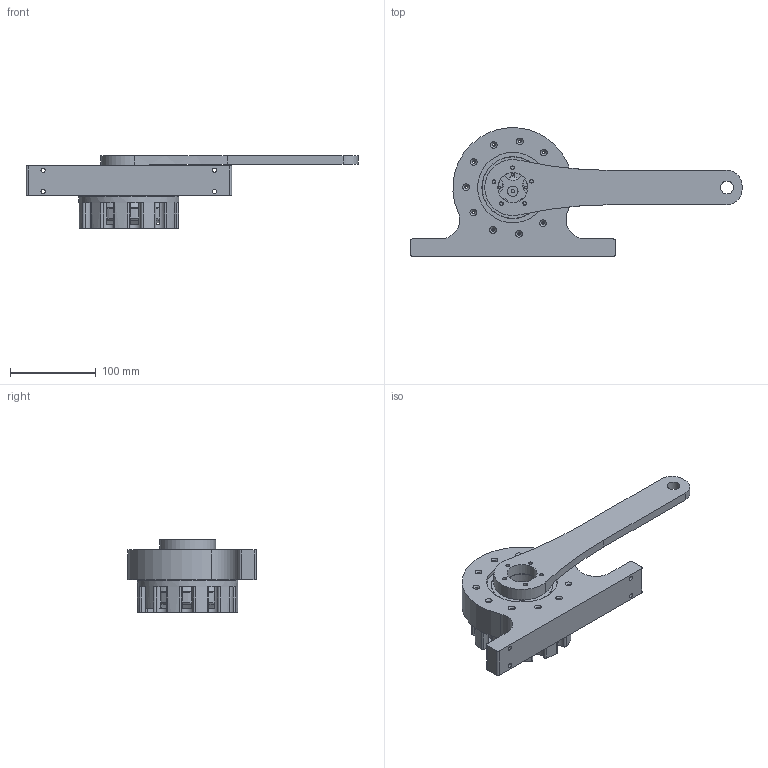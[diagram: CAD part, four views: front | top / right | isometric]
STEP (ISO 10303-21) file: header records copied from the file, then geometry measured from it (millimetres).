
FILE_DESCRIPTION(/* description */ (''),/* implementation_level */ '2;1');
FILE_NAME(/* name */ 'e210d59c-e8eb-4be1-a26b-46beaa6b1e7d.stp',/* time_stamp */ '2021-03-14T18:36:14+00:00',/* author */ (''),/* organization */ (''),/* preprocessor_version */ 'ST-DEVELOPER v18.1',/* originating_system */ 'Autodesk Translation Framework v9.10.0.1330',/* authorisation */ '');
FILE_SCHEMA (('AUTOMOTIVE_DESIGN { 1 0 10303 214 3 1 1 }'));
Length unit declared in the file: millimetre
Products named in the file (3): V1; beearings; rotorBearings
Assembly tree (2 placements, depth 2):
  V1
    beearings
    rotorBearings
Bounding box: 387.5 x 149.74 x 85 mm (x, y, z)
Volume: 1018089.8 mm3; surface area: 271548.7 mm2
Topology: 29 solids, 29 shells, 535 faces, 1378 edges, 905 vertices
Faces by surface type: cylinder 319, plane 152, cone 59, torus 5
Full cylindrical faces by diameter (mm): 2.8 x11, 3 x5, 3.2 x4, 3.8 x33, 4 x43, 4.4 x5, 4.5 x15, 5 x4, 6.4 x1, 10 x11, 12 x17, 12.2 x1, 15 x1, 21 x5, 24.5 x1, 30 x1, 35 x2, 40 x2, 55 x4, 60.5 x2, 65 x1, 66 x1, 71.75 x2, 72.25 x2, 82.25 x1, 92 x1, 100 x1, 117 x2, 117.062 x1, 118 x1
Entity records: 17723 total; most frequent: DIRECTION 3273, CARTESIAN_POINT 3251, ORIENTED_EDGE 2756, AXIS2_PLACEMENT_3D 1393, EDGE_CURVE 1378, VERTEX_POINT 905, CIRCLE 853, EDGE_LOOP 817
